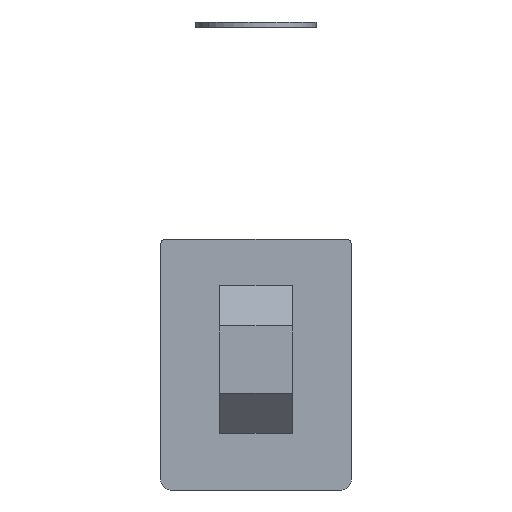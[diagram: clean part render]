
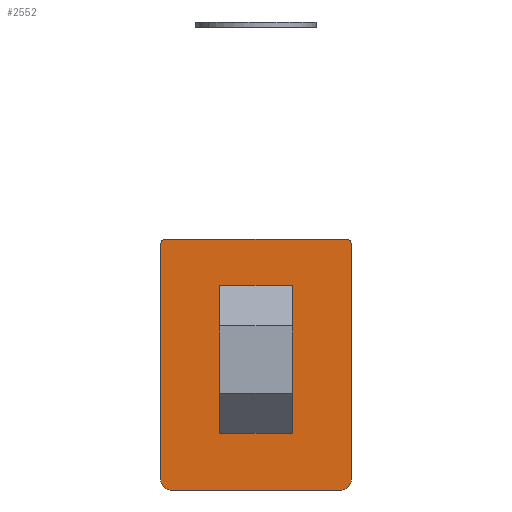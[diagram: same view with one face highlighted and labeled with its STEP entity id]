
A CAD part, front view. The second image highlights one B-rep face of the part: STEP entity #2552.
In plain terms, the highlighted face is planar.
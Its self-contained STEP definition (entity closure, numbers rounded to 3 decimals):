
#44 = DIRECTION ( 'NONE',  ( 0., 1., 0. ) ) ;
#54 = EDGE_CURVE ( 'NONE', #2190, #2551, #1888, .T. ) ;
#80 = CIRCLE ( 'NONE', #2550, 3.5 ) ;
#160 = VECTOR ( 'NONE', #3209, 1000. ) ;
#316 = CARTESIAN_POINT ( 'NONE',  ( 0., -0.5, 19. ) ) ;
#318 = DIRECTION ( 'NONE',  ( -1., 0., 0. ) ) ;
#413 = ORIENTED_EDGE ( 'NONE', *, *, #4366, .F. ) ;
#414 = EDGE_CURVE ( 'NONE', #3440, #846, #484, .T. ) ;
#462 = LINE ( 'NONE', #4282, #4324 ) ;
#484 = LINE ( 'NONE', #4241, #1372 ) ;
#514 = DIRECTION ( 'NONE',  ( 0., 0., -1. ) ) ;
#597 = CARTESIAN_POINT ( 'NONE',  ( 0., -11.5, 6.25 ) ) ;
#649 = CIRCLE ( 'NONE', #3594, 0.5 ) ;
#670 = ORIENTED_EDGE ( 'NONE', *, *, #4004, .T. ) ;
#719 = VERTEX_POINT ( 'NONE', #1726 ) ;
#774 = CARTESIAN_POINT ( 'NONE',  ( 0., -11.5, 6.25 ) ) ;
#846 = VERTEX_POINT ( 'NONE', #1073 ) ;
#849 = DIRECTION ( 'NONE',  ( 0., -1., 0. ) ) ;
#1030 = CARTESIAN_POINT ( 'NONE',  ( 0., -0.5, 0. ) ) ;
#1031 = AXIS2_PLACEMENT_3D ( 'NONE', #4361, #2118, #4732 ) ;
#1062 = DIRECTION ( 'NONE',  ( -1., 0., 0. ) ) ;
#1073 = CARTESIAN_POINT ( 'NONE',  ( 0., -25., 1. ) ) ;
#1146 = DIRECTION ( 'NONE',  ( 0., -1., 0. ) ) ;
#1167 = LINE ( 'NONE', #2828, #160 ) ;
#1218 = ORIENTED_EDGE ( 'NONE', *, *, #414, .F. ) ;
#1372 = VECTOR ( 'NONE', #514, 1000. ) ;
#1407 = CARTESIAN_POINT ( 'NONE',  ( 0., -0.5, 18.5 ) ) ;
#1461 = EDGE_CURVE ( 'NONE', #2929, #846, #3200, .T. ) ;
#1473 = CARTESIAN_POINT ( 'NONE',  ( 0., -8., 12.75 ) ) ;
#1567 = AXIS2_PLACEMENT_3D ( 'NONE', #4360, #2116, #4729 ) ;
#1574 = CARTESIAN_POINT ( 'NONE',  ( 0., -16., 6.25 ) ) ;
#1587 = LINE ( 'NONE', #1595, #3462 ) ;
#1595 = CARTESIAN_POINT ( 'NONE',  ( 0., 0., 19. ) ) ;
#1680 = DIRECTION ( 'NONE',  ( 0., 1., 0. ) ) ;
#1726 = CARTESIAN_POINT ( 'NONE',  ( 0., 0., 18.5 ) ) ;
#1772 = DIRECTION ( 'NONE',  ( 0., 1., 0. ) ) ;
#1773 = ORIENTED_EDGE ( 'NONE', *, *, #2658, .T. ) ;
#1825 = DIRECTION ( 'NONE',  ( 1., 0., 0. ) ) ;
#1857 = FACE_OUTER_BOUND ( 'NONE', #2373, .T. ) ;
#1888 = LINE ( 'NONE', #1473, #3885 ) ;
#1943 = EDGE_CURVE ( 'NONE', #4596, #3941, #1167, .T. ) ;
#1948 = VERTEX_POINT ( 'NONE', #597 ) ;
#1972 = LINE ( 'NONE', #4795, #4849 ) ;
#2000 = EDGE_CURVE ( 'NONE', #4019, #4742, #1587, .T. ) ;
#2075 = ORIENTED_EDGE ( 'NONE', *, *, #3473, .F. ) ;
#2116 = DIRECTION ( 'NONE',  ( -1., 0., 0. ) ) ;
#2118 = DIRECTION ( 'NONE',  ( -1., 0., 0. ) ) ;
#2120 = DIRECTION ( 'NONE',  ( 0., 0., -1. ) ) ;
#2164 = ORIENTED_EDGE ( 'NONE', *, *, #54, .F. ) ;
#2186 = DIRECTION ( 'NONE',  ( 0., -1., 0. ) ) ;
#2190 = VERTEX_POINT ( 'NONE', #2478 ) ;
#2191 = AXIS2_PLACEMENT_3D ( 'NONE', #4803, #1825, #4458 ) ;
#2206 = EDGE_CURVE ( 'NONE', #3941, #2726, #2640, .T. ) ;
#2223 = ORIENTED_EDGE ( 'NONE', *, *, #3918, .T. ) ;
#2307 = DIRECTION ( 'NONE',  ( -1., 0., 0. ) ) ;
#2357 = ORIENTED_EDGE ( 'NONE', *, *, #1943, .F. ) ;
#2373 = EDGE_LOOP ( 'NONE', ( #4272, #4744, #2223, #4000, #670, #4416, #1218, #1773 ) ) ;
#2403 = VECTOR ( 'NONE', #1146, 1000. ) ;
#2444 = VERTEX_POINT ( 'NONE', #4368 ) ;
#2478 = CARTESIAN_POINT ( 'NONE',  ( 0., -8., 12.75 ) ) ;
#2501 = CARTESIAN_POINT ( 'NONE',  ( 0., -24., 19. ) ) ;
#2550 = AXIS2_PLACEMENT_3D ( 'NONE', #2584, #318, #2954 ) ;
#2551 = VERTEX_POINT ( 'NONE', #3717 ) ;
#2552 = ADVANCED_FACE ( 'NONE', ( #1857, #2853 ), #3330, .F. ) ;
#2584 = CARTESIAN_POINT ( 'NONE',  ( 0., -11.5, 9.75 ) ) ;
#2625 = EDGE_CURVE ( 'NONE', #4019, #719, #4326, .T. ) ;
#2639 = VERTEX_POINT ( 'NONE', #1030 ) ;
#2640 = CIRCLE ( 'NONE', #1031, 3.5 ) ;
#2658 = EDGE_CURVE ( 'NONE', #3440, #4742, #3108, .T. ) ;
#2726 = VERTEX_POINT ( 'NONE', #4454 ) ;
#2828 = CARTESIAN_POINT ( 'NONE',  ( 0., -16., 6.25 ) ) ;
#2853 = FACE_BOUND ( 'NONE', #3451, .T. ) ;
#2873 = ORIENTED_EDGE ( 'NONE', *, *, #2206, .F. ) ;
#2894 = CARTESIAN_POINT ( 'NONE',  ( 0., -16., 9.25 ) ) ;
#2929 = VERTEX_POINT ( 'NONE', #4637 ) ;
#2954 = DIRECTION ( 'NONE',  ( 0., -1., 0. ) ) ;
#2970 = EDGE_CURVE ( 'NONE', #2726, #2190, #462, .T. ) ;
#3108 = CIRCLE ( 'NONE', #3711, 1. ) ;
#3194 = AXIS2_PLACEMENT_3D ( 'NONE', #1407, #4012, #1772 ) ;
#3200 = CIRCLE ( 'NONE', #1567, 1. ) ;
#3209 = DIRECTION ( 'NONE',  ( 0., 0., 1. ) ) ;
#3310 = CARTESIAN_POINT ( 'NONE',  ( 0., -24., 18. ) ) ;
#3330 = PLANE ( 'NONE',  #2191 ) ;
#3440 = VERTEX_POINT ( 'NONE', #4120 ) ;
#3451 = EDGE_LOOP ( 'NONE', ( #4537, #2873, #2357, #2075, #413, #2164 ) ) ;
#3462 = VECTOR ( 'NONE', #849, 1000. ) ;
#3465 = VECTOR ( 'NONE', #2120, 1000. ) ;
#3473 = EDGE_CURVE ( 'NONE', #1948, #4596, #4381, .T. ) ;
#3594 = AXIS2_PLACEMENT_3D ( 'NONE', #4544, #2307, #44 ) ;
#3688 = EDGE_CURVE ( 'NONE', #2444, #2639, #649, .T. ) ;
#3696 = DIRECTION ( 'NONE',  ( 0., 1., 0. ) ) ;
#3711 = AXIS2_PLACEMENT_3D ( 'NONE', #3310, #1062, #3696 ) ;
#3717 = CARTESIAN_POINT ( 'NONE',  ( 0., -8., 9.75 ) ) ;
#3885 = VECTOR ( 'NONE', #4462, 1000. ) ;
#3918 = EDGE_CURVE ( 'NONE', #719, #2444, #4325, .T. ) ;
#3941 = VERTEX_POINT ( 'NONE', #2894 ) ;
#4000 = ORIENTED_EDGE ( 'NONE', *, *, #3688, .T. ) ;
#4004 = EDGE_CURVE ( 'NONE', #2639, #2929, #1972, .T. ) ;
#4012 = DIRECTION ( 'NONE',  ( -1., 0., 0. ) ) ;
#4019 = VERTEX_POINT ( 'NONE', #316 ) ;
#4120 = CARTESIAN_POINT ( 'NONE',  ( 0., -25., 18. ) ) ;
#4241 = CARTESIAN_POINT ( 'NONE',  ( 0., -25., 19. ) ) ;
#4272 = ORIENTED_EDGE ( 'NONE', *, *, #2000, .F. ) ;
#4282 = CARTESIAN_POINT ( 'NONE',  ( 0., -12.5, 12.75 ) ) ;
#4324 = VECTOR ( 'NONE', #1680, 1000. ) ;
#4325 = LINE ( 'NONE', #4362, #3465 ) ;
#4326 = CIRCLE ( 'NONE', #3194, 0.5 ) ;
#4360 = CARTESIAN_POINT ( 'NONE',  ( 0., -24., 1. ) ) ;
#4361 = CARTESIAN_POINT ( 'NONE',  ( 0., -12.5, 9.25 ) ) ;
#4362 = CARTESIAN_POINT ( 'NONE',  ( 0., 0., 19. ) ) ;
#4366 = EDGE_CURVE ( 'NONE', #2551, #1948, #80, .T. ) ;
#4368 = CARTESIAN_POINT ( 'NONE',  ( 0., 0., 0.5 ) ) ;
#4381 = LINE ( 'NONE', #774, #2403 ) ;
#4416 = ORIENTED_EDGE ( 'NONE', *, *, #1461, .T. ) ;
#4454 = CARTESIAN_POINT ( 'NONE',  ( 0., -12.5, 12.75 ) ) ;
#4458 = DIRECTION ( 'NONE',  ( 0., 1., 0. ) ) ;
#4462 = DIRECTION ( 'NONE',  ( 0., 0., -1. ) ) ;
#4537 = ORIENTED_EDGE ( 'NONE', *, *, #2970, .F. ) ;
#4544 = CARTESIAN_POINT ( 'NONE',  ( 0., -0.5, 0.5 ) ) ;
#4596 = VERTEX_POINT ( 'NONE', #1574 ) ;
#4637 = CARTESIAN_POINT ( 'NONE',  ( 0., -24., 0. ) ) ;
#4729 = DIRECTION ( 'NONE',  ( 0., 1., 0. ) ) ;
#4732 = DIRECTION ( 'NONE',  ( 0., -1., 0. ) ) ;
#4742 = VERTEX_POINT ( 'NONE', #2501 ) ;
#4744 = ORIENTED_EDGE ( 'NONE', *, *, #2625, .T. ) ;
#4795 = CARTESIAN_POINT ( 'NONE',  ( 0., 0., 0. ) ) ;
#4803 = CARTESIAN_POINT ( 'NONE',  ( 0., 0., 19. ) ) ;
#4849 = VECTOR ( 'NONE', #2186, 1000. ) ;
